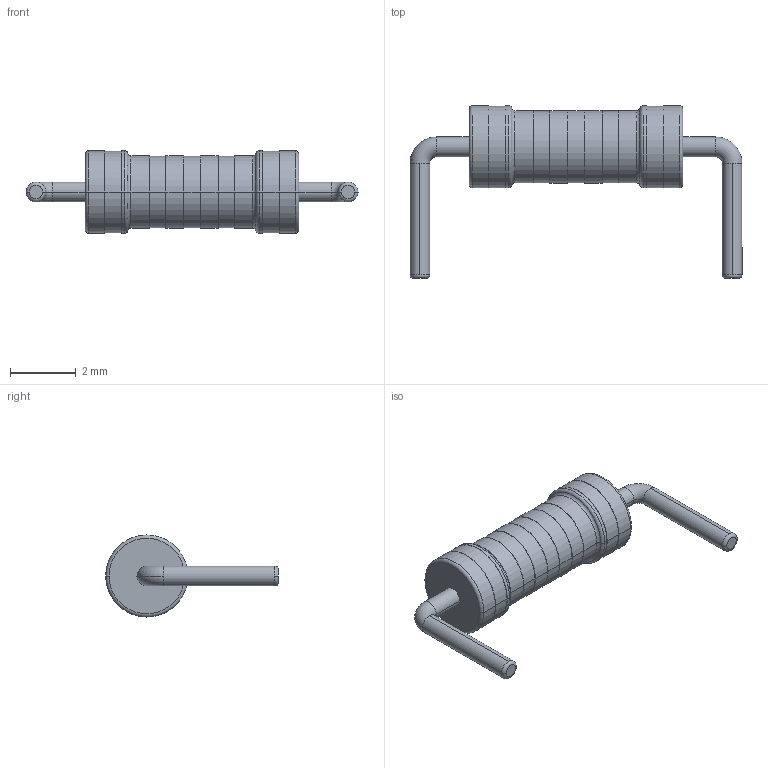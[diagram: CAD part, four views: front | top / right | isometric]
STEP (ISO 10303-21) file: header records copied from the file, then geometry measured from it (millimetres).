
FILE_DESCRIPTION (( 'STEP AP214' ), '1' );
FILE_NAME ('Resistor_0.25W_H.STEP', '2021-08-26T11:07:10', ( '' ), ( '' ), 'SwSTEP 2.0', 'SolidWorks 2021', '' );
FILE_SCHEMA (( 'AUTOMOTIVE_DESIGN' ));
Length unit declared in the file: millimetre
Products named in the file (1): Resistor_0.25W_H
Bounding box: 10.1 x 5.25 x 2.5 mm (x, y, z)
Volume: 30.4 mm3; surface area: 78 mm2
Topology: 1 solids, 1 shells, 68 faces, 142 edges, 88 vertices
Faces by surface type: cylinder 34, torus 20, plane 14
Entity records: 2196 total; most frequent: DIRECTION 388, CARTESIAN_POINT 299, ORIENTED_EDGE 284, AXIS2_PLACEMENT_3D 177, EDGE_CURVE 142, CIRCLE 108, VERTEX_POINT 88, EDGE_LOOP 80
